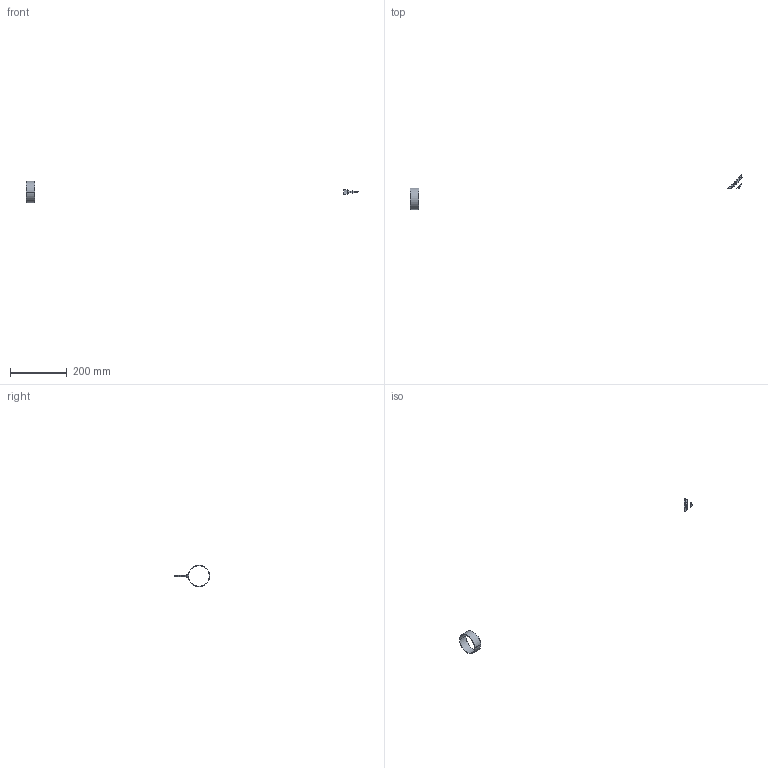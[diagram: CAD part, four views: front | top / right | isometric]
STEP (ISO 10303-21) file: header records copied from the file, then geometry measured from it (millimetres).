
FILE_DESCRIPTION(('CATIA V5 STEP Exchange'),'2;1');
FILE_NAME('Solids.stp','2016-02-27T12:30:57+00:00',('none'),('none'),'CATIA Version 5 Release 21 GA (IN-10)','CATIA V5 STEP AP203','none');
FILE_SCHEMA(('CONFIG_CONTROL_DESIGN'));
Products named in the file (1): Hound_Assembly_v2
Assembly tree (2 placements, depth 2):
  Hound_Assembly_v2
    #58
    #164715
Bounding box: 1164.93 x 124.05 x 74.89 mm (x, y, z)
Volume: 14640.3 mm3; surface area: 17427 mm2
Topology: 3 solids, 3 shells, 154 faces, 536 edges, 387 vertices
Faces by surface type: bspline 81, plane 65, cylinder 8
Entity records: 163892 total; most frequent: CARTESIAN_POINT 96515, ORIENTED_EDGE 20836, EDGE_CURVE 10418, B_SPLINE_CURVE_WITH_KNOTS 8000, VERTEX_POINT 7814, DIRECTION 4588, EDGE_LOOP 2687, ADVANCED_FACE 2681
